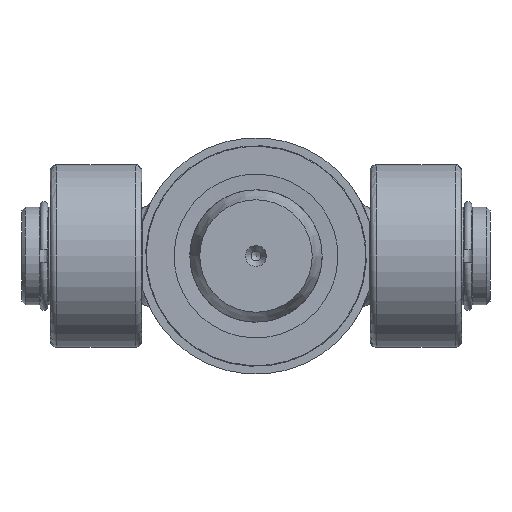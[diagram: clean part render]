
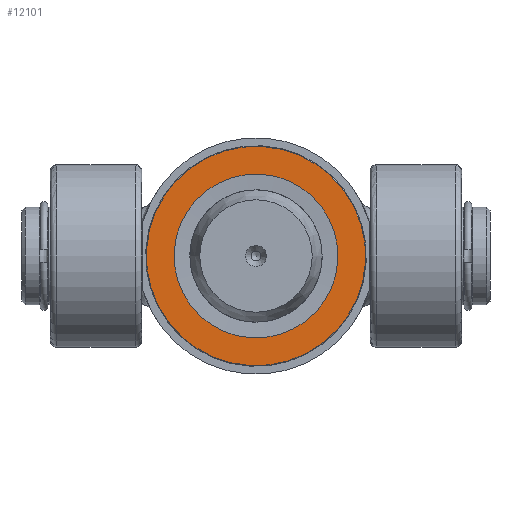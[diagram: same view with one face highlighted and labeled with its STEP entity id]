
A CAD part, front view. The second image highlights one B-rep face of the part: STEP entity #12101.
In plain terms, the highlighted face is planar.
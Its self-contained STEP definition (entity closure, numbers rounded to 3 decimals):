
#2639=PLANE('',#13027);
#2947=FACE_BOUND('',#4161,.T.);
#3403=FACE_OUTER_BOUND('',#4160,.T.);
#4160=EDGE_LOOP('',(#10104));
#4161=EDGE_LOOP('',(#10105));
#4684=CIRCLE('',#13026,34.8);
#4685=CIRCLE('',#13028,26.);
#5583=VERTEX_POINT('',#23084);
#5584=VERTEX_POINT('',#23087);
#7175=EDGE_CURVE('',#5583,#5583,#4684,.T.);
#7176=EDGE_CURVE('',#5584,#5584,#4685,.T.);
#10104=ORIENTED_EDGE('',*,*,#7175,.F.);
#10105=ORIENTED_EDGE('',*,*,#7176,.T.);
#12101=ADVANCED_FACE('',(#3403,#2947),#2639,.F.);
#13026=AXIS2_PLACEMENT_3D('',#23085,#14970,#14971);
#13027=AXIS2_PLACEMENT_3D('',#23086,#14972,#14973);
#13028=AXIS2_PLACEMENT_3D('',#23088,#14974,#14975);
#14970=DIRECTION('center_axis',(0.,0.,1.));
#14971=DIRECTION('ref_axis',(-1.,0.,0.));
#14972=DIRECTION('center_axis',(0.,0.,1.));
#14973=DIRECTION('ref_axis',(1.,0.,0.));
#14974=DIRECTION('center_axis',(0.,0.,1.));
#14975=DIRECTION('ref_axis',(0.,-1.,0.));
#23084=CARTESIAN_POINT('',(34.8,0.,0.));
#23085=CARTESIAN_POINT('Origin',(0.,0.,0.));
#23086=CARTESIAN_POINT('Origin',(0.,0.,
0.));
#23087=CARTESIAN_POINT('',(0.,-26.,0.));
#23088=CARTESIAN_POINT('Origin',(0.,0.,0.));
